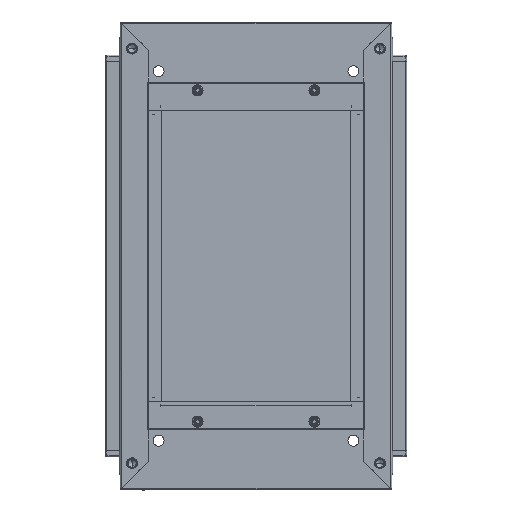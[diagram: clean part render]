
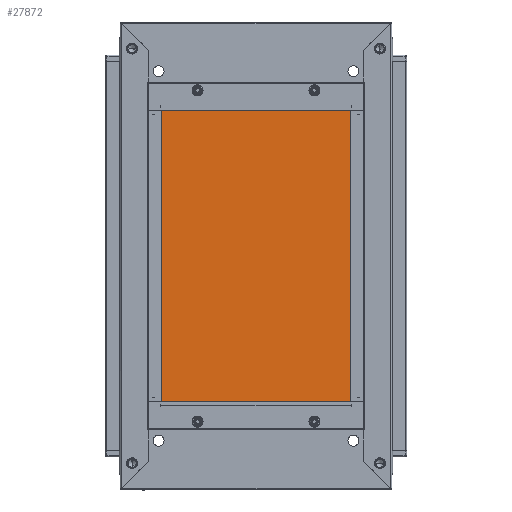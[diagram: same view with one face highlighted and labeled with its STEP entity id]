
A CAD part, top view. The second image highlights one B-rep face of the part: STEP entity #27872.
In plain terms, the highlighted planar face has unit normal (0, 0, 1).
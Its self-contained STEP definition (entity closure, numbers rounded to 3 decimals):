
#8683 = EDGE_CURVE ( 'NONE', #36806, #36804, #37624, .T. ) ;
#8692 = EDGE_CURVE ( 'NONE', #35660, #36806, #37638, .T. ) ;
#8698 = EDGE_CURVE ( 'NONE', #36848, #35660, #37640, .T. ) ;
#8705 = EDGE_CURVE ( 'NONE', #36804, #36848, #37646, .T. ) ;
#14998 = CARTESIAN_POINT ( 'NONE',  ( 200., 140., 0. ) ) ;
#19270 = CARTESIAN_POINT ( 'NONE',  ( -200., -140., 0. ) ) ;
#19279 = PLANE ( 'NONE',  #41654 ) ;
#19284 = DIRECTION ( 'NONE',  ( 0., 0., 1. ) ) ;
#19286 = DIRECTION ( 'NONE',  ( 1., 0., 0. ) ) ;
#24264 = CARTESIAN_POINT ( 'NONE',  ( -200., -140., 0. ) ) ;
#24267 = CARTESIAN_POINT ( 'NONE',  ( -200., 140., 0. ) ) ;
#24324 = CARTESIAN_POINT ( 'NONE',  ( -200., 140., 0. ) ) ;
#24327 = DIRECTION ( 'NONE',  ( 0., -1., 0. ) ) ;
#24336 = CARTESIAN_POINT ( 'NONE',  ( 200., -140., 0. ) ) ;
#24345 = CARTESIAN_POINT ( 'NONE',  ( -200., 140., 0. ) ) ;
#24347 = DIRECTION ( 'NONE',  ( -1., 0., 0. ) ) ;
#24360 = CARTESIAN_POINT ( 'NONE',  ( 200., 140., 0. ) ) ;
#24364 = DIRECTION ( 'NONE',  ( 0., 1., 0. ) ) ;
#24380 = CARTESIAN_POINT ( 'NONE',  ( -200., -140., 0. ) ) ;
#24382 = DIRECTION ( 'NONE',  ( 1., 0., 0. ) ) ;
#27872 = ADVANCED_FACE ( 'NONE', ( #28223 ), #19279, .T. ) ;
#28223 = FACE_OUTER_BOUND ( 'NONE', #56624, .T. ) ;
#28889 = ORIENTED_EDGE ( 'NONE', *, *, #8692, .T. ) ;
#28892 = ORIENTED_EDGE ( 'NONE', *, *, #8698, .T. ) ;
#28895 = ORIENTED_EDGE ( 'NONE', *, *, #8705, .T. ) ;
#28898 = ORIENTED_EDGE ( 'NONE', *, *, #8683, .T. ) ;
#35660 = VERTEX_POINT ( 'NONE', #14998 ) ;
#36804 = VERTEX_POINT ( 'NONE', #24264 ) ;
#36806 = VERTEX_POINT ( 'NONE', #24267 ) ;
#36848 = VERTEX_POINT ( 'NONE', #24336 ) ;
#37624 = LINE ( 'NONE', #24324, #37632 ) ;
#37632 = VECTOR ( 'NONE', #24327, 1000. ) ;
#37637 = VECTOR ( 'NONE', #24347, 1000. ) ;
#37638 = LINE ( 'NONE', #24345, #37637 ) ;
#37640 = LINE ( 'NONE', #24360, #37644 ) ;
#37644 = VECTOR ( 'NONE', #24364, 1000. ) ;
#37646 = LINE ( 'NONE', #24380, #37647 ) ;
#37647 = VECTOR ( 'NONE', #24382, 1000. ) ;
#41654 = AXIS2_PLACEMENT_3D ( 'NONE', #19270, #19284, #19286 ) ;
#56624 = EDGE_LOOP ( 'NONE', ( #28898, #28895, #28892, #28889 ) ) ;
